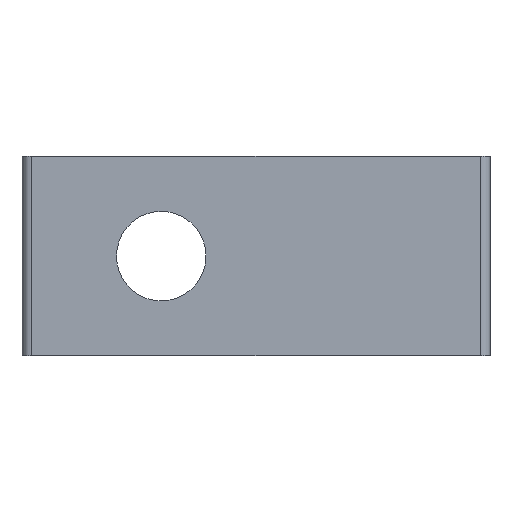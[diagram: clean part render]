
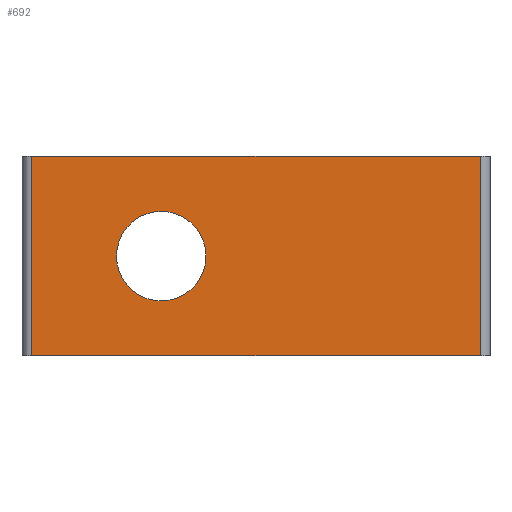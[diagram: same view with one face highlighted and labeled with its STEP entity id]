
A CAD part, front view. The second image highlights one B-rep face of the part: STEP entity #692.
In plain terms, the highlighted planar face has unit normal (0, -1, 0).
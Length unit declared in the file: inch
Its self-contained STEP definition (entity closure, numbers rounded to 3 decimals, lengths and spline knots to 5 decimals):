
#52=LINE('',#1182,#94);
#55=LINE('',#1195,#97);
#60=LINE('',#1208,#102);
#61=LINE('',#1211,#103);
#94=VECTOR('',#869,1.407);
#97=VECTOR('',#884,0.625);
#102=VECTOR('',#897,0.625);
#103=VECTOR('',#902,1.407);
#127=PLANE('',#759);
#174=FACE_BOUND('',#253,.T.);
#200=FACE_OUTER_BOUND('',#252,.T.);
#252=EDGE_LOOP('',(#556,#557,#558,#559));
#253=EDGE_LOOP('',(#560));
#278=CIRCLE('',#717,0.1405);
#307=VERTEX_POINT('',#981);
#336=VERTEX_POINT('',#1179);
#337=VERTEX_POINT('',#1181);
#341=VERTEX_POINT('',#1193);
#345=VERTEX_POINT('',#1207);
#373=EDGE_CURVE('',#307,#307,#278,.T.);
#411=EDGE_CURVE('',#337,#336,#52,.T.);
#418=EDGE_CURVE('',#341,#336,#55,.T.);
#424=EDGE_CURVE('',#337,#345,#60,.T.);
#426=EDGE_CURVE('',#345,#341,#61,.T.);
#556=ORIENTED_EDGE('',*,*,#418,.F.);
#557=ORIENTED_EDGE('',*,*,#426,.F.);
#558=ORIENTED_EDGE('',*,*,#424,.F.);
#559=ORIENTED_EDGE('',*,*,#411,.T.);
#560=ORIENTED_EDGE('',*,*,#373,.T.);
#692=ADVANCED_FACE('',(#200,#174),#127,.T.);
#717=AXIS2_PLACEMENT_3D('',#982,#793,#794);
#759=AXIS2_PLACEMENT_3D('',#1210,#900,#901);
#793=DIRECTION('center_axis',(0.,1.,0.));
#794=DIRECTION('ref_axis',(-1.,0.,0.));
#869=DIRECTION('',(1.,0.,0.));
#884=DIRECTION('',(0.,0.,-1.));
#897=DIRECTION('',(0.,0.,1.));
#900=DIRECTION('center_axis',(0.,-1.,0.));
#901=DIRECTION('ref_axis',(0.,0.,-1.));
#902=DIRECTION('',(1.,0.,0.));
#981=CARTESIAN_POINT('',(-0.50785,-0.04648,-0.313));
#982=CARTESIAN_POINT('Origin',(-0.64835,-0.04648,-0.313));
#1179=CARTESIAN_POINT('',(0.35265,-0.04648,-0.625));
#1181=CARTESIAN_POINT('',(-1.05435,-0.04648,-0.625));
#1182=CARTESIAN_POINT('',(-1.08535,-0.04648,-0.625));
#1193=CARTESIAN_POINT('',(0.35265,-0.04648,0.));
#1195=CARTESIAN_POINT('',(0.35265,-0.04648,0.));
#1207=CARTESIAN_POINT('',(-1.05435,-0.04648,0.));
#1208=CARTESIAN_POINT('',(-1.05435,-0.04648,0.));
#1210=CARTESIAN_POINT('Origin',(-1.08535,-0.04648,0.));
#1211=CARTESIAN_POINT('',(-1.08535,-0.04648,0.));
